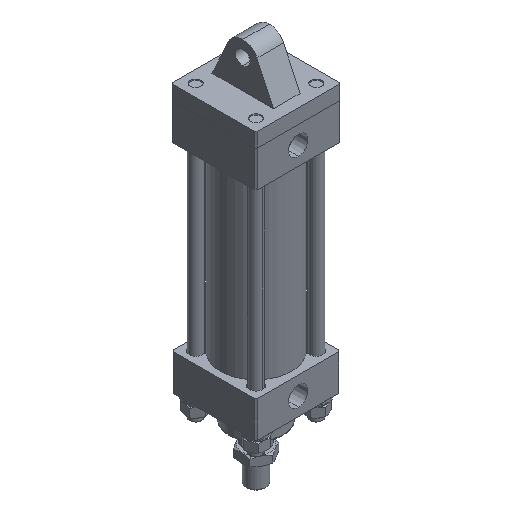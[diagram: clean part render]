
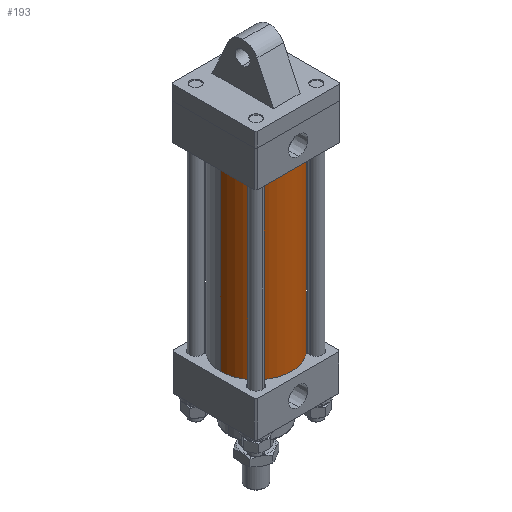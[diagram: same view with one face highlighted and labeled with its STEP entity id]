
A CAD part, isometric view. The second image highlights one B-rep face of the part: STEP entity #193.
In plain terms, the highlighted cylindrical face has radius 29.5 mm (diameter 59 mm), a partial arc.
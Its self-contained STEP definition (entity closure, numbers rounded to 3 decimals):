
#193 = ADVANCED_FACE ( 'NONE', ( #2706 ), #2712, .T. ) ;
#223 = DIRECTION ( 'NONE',  ( 0., 0., -1. ) ) ;
#227 = CARTESIAN_POINT ( 'NONE',  ( 29.5, 0., 150. ) ) ;
#236 = CARTESIAN_POINT ( 'NONE',  ( -29.5, 0., 150. ) ) ;
#237 = CARTESIAN_POINT ( 'NONE',  ( 0., 0., 150. ) ) ;
#238 = DIRECTION ( 'NONE',  ( 0., 0., 1. ) ) ;
#239 = DIRECTION ( 'NONE',  ( 1., 0., 0. ) ) ;
#241 = DIRECTION ( 'NONE',  ( 0., 0., -1. ) ) ;
#2235 = DIRECTION ( 'NONE',  ( -1., 0., 0. ) ) ;
#2237 = DIRECTION ( 'NONE',  ( 0., 0., -1. ) ) ;
#2239 = CARTESIAN_POINT ( 'NONE',  ( 0., 0., 150. ) ) ;
#2277 = CARTESIAN_POINT ( 'NONE',  ( 0., 0., 0. ) ) ;
#2278 = DIRECTION ( 'NONE',  ( 0., 0., 1. ) ) ;
#2279 = DIRECTION ( 'NONE',  ( 1., 0., 0. ) ) ;
#2367 = EDGE_CURVE ( 'NONE', #6657, #6655, #2731, .T. ) ;
#2392 = EDGE_CURVE ( 'NONE', #6801, #6655, #2759, .T. ) ;
#2394 = EDGE_CURVE ( 'NONE', #6650, #6801, #2769, .T. ) ;
#2396 = EDGE_CURVE ( 'NONE', #6650, #6657, #2767, .T. ) ;
#2706 = FACE_OUTER_BOUND ( 'NONE', #6830, .T. ) ;
#2712 = CYLINDRICAL_SURFACE ( 'NONE', #7597, 29.5 ) ;
#2731 = CIRCLE ( 'NONE', #7608, 29.5 ) ;
#2759 = LINE ( 'NONE', #227, #2768 ) ;
#2767 = LINE ( 'NONE', #236, #2774 ) ;
#2768 = VECTOR ( 'NONE', #223, 1000. ) ;
#2769 = CIRCLE ( 'NONE', #7627, 29.5 ) ;
#2774 = VECTOR ( 'NONE', #241, 1000. ) ;
#5102 = CARTESIAN_POINT ( 'NONE',  ( -29.5, 0., 150. ) ) ;
#5112 = CARTESIAN_POINT ( 'NONE',  ( 29.5, 0., 0. ) ) ;
#5117 = CARTESIAN_POINT ( 'NONE',  ( -29.5, 0., 0. ) ) ;
#5153 = CARTESIAN_POINT ( 'NONE',  ( 29.5, 0., 150. ) ) ;
#6321 = ORIENTED_EDGE ( 'NONE', *, *, #2396, .T. ) ;
#6323 = ORIENTED_EDGE ( 'NONE', *, *, #2367, .T. ) ;
#6487 = ORIENTED_EDGE ( 'NONE', *, *, #2392, .F. ) ;
#6492 = ORIENTED_EDGE ( 'NONE', *, *, #2394, .F. ) ;
#6650 = VERTEX_POINT ( 'NONE', #5102 ) ;
#6655 = VERTEX_POINT ( 'NONE', #5112 ) ;
#6657 = VERTEX_POINT ( 'NONE', #5117 ) ;
#6801 = VERTEX_POINT ( 'NONE', #5153 ) ;
#6830 = EDGE_LOOP ( 'NONE', ( #6487, #6492, #6321, #6323 ) ) ;
#7597 = AXIS2_PLACEMENT_3D ( 'NONE', #2239, #2237, #2235 ) ;
#7608 = AXIS2_PLACEMENT_3D ( 'NONE', #2277, #2278, #2279 ) ;
#7627 = AXIS2_PLACEMENT_3D ( 'NONE', #237, #238, #239 ) ;
